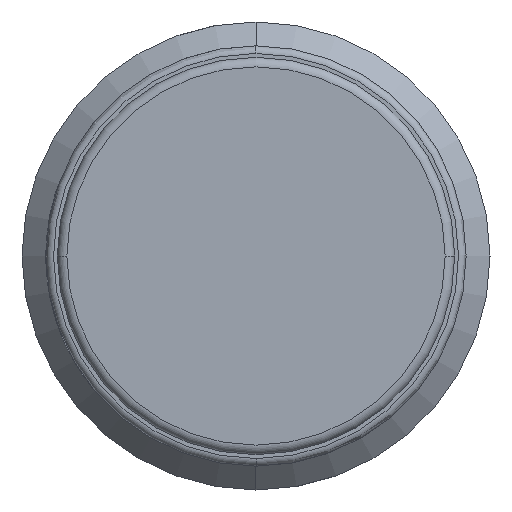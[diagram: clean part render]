
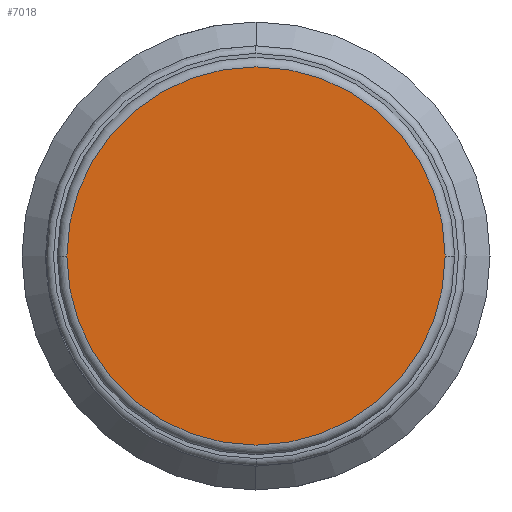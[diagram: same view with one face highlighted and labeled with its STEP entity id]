
A CAD part, left-side view. The second image highlights one B-rep face of the part: STEP entity #7018.
In plain terms, the highlighted planar face has unit normal (-1, 0, 0).
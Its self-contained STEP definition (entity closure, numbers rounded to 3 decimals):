
#6770=CARTESIAN_POINT('',(-6.,0.,0.));
#6771=DIRECTION('',(1.,0.,0.));
#6772=DIRECTION('',(0.,1.,0.));
#6773=AXIS2_PLACEMENT_3D('',#6770,#6771,#6772);
#6778=CARTESIAN_POINT('',(-6.,0.,0.));
#6779=DIRECTION('',(1.,0.,0.));
#6780=DIRECTION('',(0.,-1.,0.));
#6781=AXIS2_PLACEMENT_3D('',#6778,#6779,#6780);
#6850=CARTESIAN_POINT('',(-6.,-9.9,0.));
#6851=VERTEX_POINT('',#6850);
#6852=CARTESIAN_POINT('',(-6.,9.9,0.));
#6853=VERTEX_POINT('',#6852);
#7009=CARTESIAN_POINT('',(-6.,0.,0.));
#7010=DIRECTION('',(1.,0.,0.));
#7011=DIRECTION('',(0.,-1.,0.));
#7012=AXIS2_PLACEMENT_3D('',#7009,#7010,#7011);
#7013=PLANE('',#7012);
#7014=ORIENTED_EDGE('',*,*,#6974,.T.);
#7015=ORIENTED_EDGE('',*,*,#6997,.T.);
#7016=EDGE_LOOP('',(#7014,#7015));
#7017=FACE_OUTER_BOUND('',#7016,.F.);
#6774=CIRCLE('',#6773,9.9);
#6782=CIRCLE('',#6781,9.9);
#6974=EDGE_CURVE('',#6853,#6851,#6774,.T.);
#6997=EDGE_CURVE('',#6851,#6853,#6782,.T.);
#7018=ADVANCED_FACE('',(#7017),#7013,.F.);
